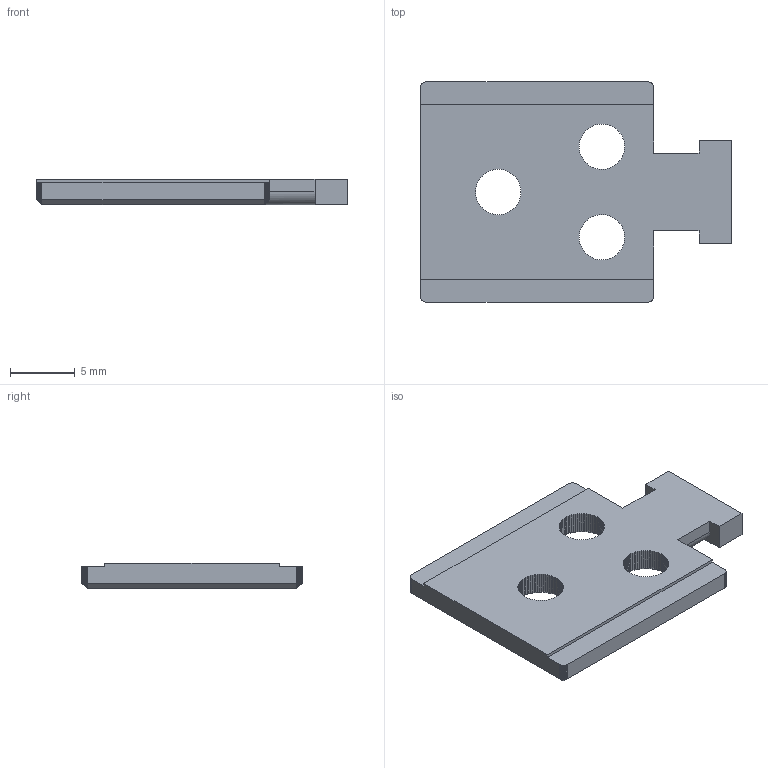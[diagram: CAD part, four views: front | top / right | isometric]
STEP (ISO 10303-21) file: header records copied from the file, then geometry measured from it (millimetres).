
FILE_DESCRIPTION(/* description */ (''),/* implementation_level */ '2;1');
FILE_NAME(/* name */ 'Cable Chain Anchor.step',/* time_stamp */ '2023-03-26T21:57:28+01:00',/* author */ (''),/* organization */ (''),/* preprocessor_version */ 'ST-DEVELOPER v19',/* originating_system */ 'Autodesk Translation Framework v11.7.0.108',/* authorisation */ '');
FILE_SCHEMA (('AUTOMOTIVE_DESIGN { 1 0 10303 214 3 1 1 }'));
Length unit declared in the file: millimetre
Products named in the file (1): Cable Chain Anchor
Bounding box: 24 x 17 x 2 mm (x, y, z)
Volume: 610.9 mm3; surface area: 846.6 mm2
Topology: 1 solids, 1 shells, 775 faces, 1568 edges, 795 vertices
Faces by surface type: plane 773, cylinder 2
Entity records: 18825 total; most frequent: CARTESIAN_POINT 3139, ORIENTED_EDGE 3136, DIRECTION 3126, EDGE_CURVE 1568, LINE 1562, VECTOR 1562, VERTEX_POINT 795, AXIS2_PLACEMENT_3D 782
